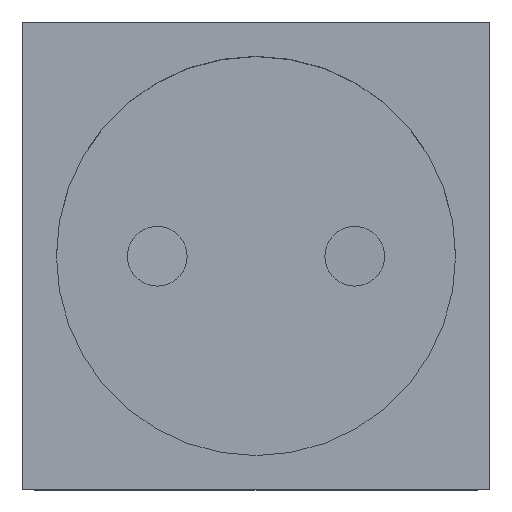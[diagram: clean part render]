
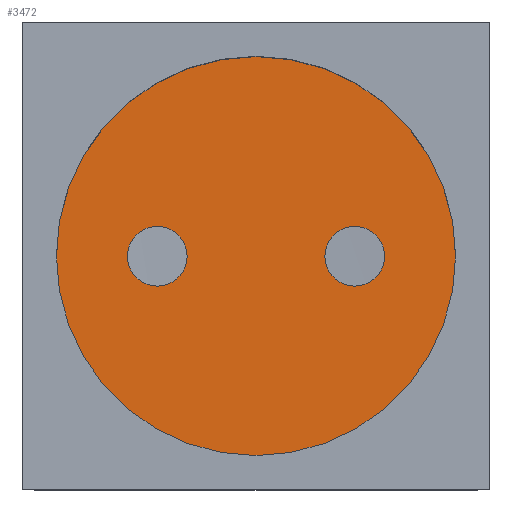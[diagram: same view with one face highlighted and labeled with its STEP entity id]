
A CAD part, top view. The second image highlights one B-rep face of the part: STEP entity #3472.
In plain terms, the highlighted face is planar.
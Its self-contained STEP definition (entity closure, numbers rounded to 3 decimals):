
#62 = FACE_OUTER_BOUND ( 'NONE', #2873, .T. ) ;
#87 = DIRECTION ( 'NONE',  ( -1., 0., 0. ) ) ;
#223 = VERTEX_POINT ( 'NONE', #4425 ) ;
#404 = FACE_BOUND ( 'NONE', #3266, .T. ) ;
#560 = CARTESIAN_POINT ( 'NONE',  ( 6.625, 0., 18. ) ) ;
#658 = CARTESIAN_POINT ( 'NONE',  ( -9.5, 0., 18. ) ) ;
#931 = AXIS2_PLACEMENT_3D ( 'NONE', #3239, #984, #87 ) ;
#984 = DIRECTION ( 'NONE',  ( 0., 0., -1. ) ) ;
#1139 = CARTESIAN_POINT ( 'NONE',  ( 0., 0., 18. ) ) ;
#1165 = EDGE_LOOP ( 'NONE', ( #3361 ) ) ;
#1426 = FACE_BOUND ( 'NONE', #1165, .T. ) ;
#1471 = PLANE ( 'NONE',  #2270 ) ;
#1606 = EDGE_CURVE ( 'NONE', #3699, #3699, #1890, .T. ) ;
#1796 = DIRECTION ( 'NONE',  ( 0., -1., 0. ) ) ;
#1890 = CIRCLE ( 'NONE', #3265, 19.2 ) ;
#1917 = AXIS2_PLACEMENT_3D ( 'NONE', #658, #4475, #4079 ) ;
#2123 = EDGE_CURVE ( 'NONE', #4126, #4126, #3860, .T. ) ;
#2158 = CARTESIAN_POINT ( 'NONE',  ( 0., 0., 18. ) ) ;
#2270 = AXIS2_PLACEMENT_3D ( 'NONE', #2158, #2478, #1796 ) ;
#2282 = DIRECTION ( 'NONE',  ( 0., 0., -1. ) ) ;
#2478 = DIRECTION ( 'NONE',  ( 0., 0., -1. ) ) ;
#2723 = CARTESIAN_POINT ( 'NONE',  ( -19.2, 0., 18. ) ) ;
#2818 = ORIENTED_EDGE ( 'NONE', *, *, #1606, .T. ) ;
#2873 = EDGE_LOOP ( 'NONE', ( #2818 ) ) ;
#2977 = DIRECTION ( 'NONE',  ( -1., 0., 0. ) ) ;
#3122 = ORIENTED_EDGE ( 'NONE', *, *, #4438, .F. ) ;
#3239 = CARTESIAN_POINT ( 'NONE',  ( 9.5, 0., 18. ) ) ;
#3265 = AXIS2_PLACEMENT_3D ( 'NONE', #1139, #2282, #2977 ) ;
#3266 = EDGE_LOOP ( 'NONE', ( #3122 ) ) ;
#3361 = ORIENTED_EDGE ( 'NONE', *, *, #2123, .F. ) ;
#3472 = ADVANCED_FACE ( 'NONE', ( #404, #1426, #62 ), #1471, .T. ) ;
#3699 = VERTEX_POINT ( 'NONE', #2723 ) ;
#3860 = CIRCLE ( 'NONE', #931, 2.875 ) ;
#3953 = CIRCLE ( 'NONE', #1917, 2.875 ) ;
#4079 = DIRECTION ( 'NONE',  ( -1., 0., 0. ) ) ;
#4126 = VERTEX_POINT ( 'NONE', #560 ) ;
#4425 = CARTESIAN_POINT ( 'NONE',  ( -12.375, 0., 18. ) ) ;
#4438 = EDGE_CURVE ( 'NONE', #223, #223, #3953, .T. ) ;
#4475 = DIRECTION ( 'NONE',  ( 0., 0., -1. ) ) ;
